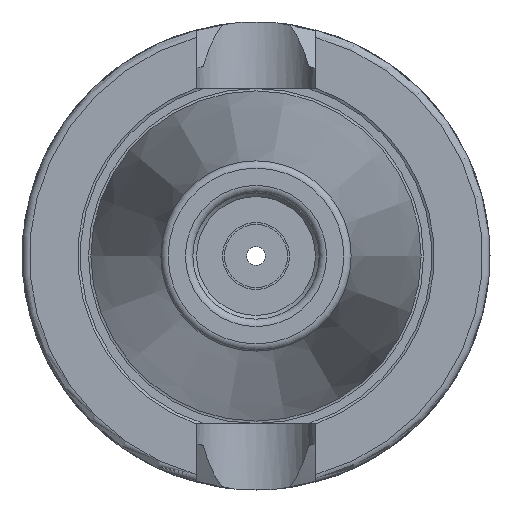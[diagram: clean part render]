
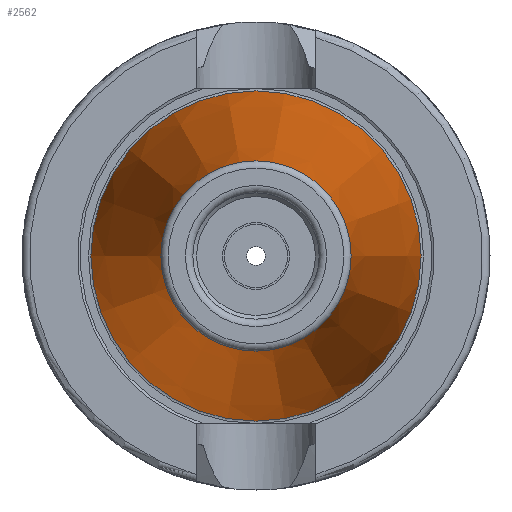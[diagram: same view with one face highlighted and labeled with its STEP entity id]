
A CAD part, left-side view. The second image highlights one B-rep face of the part: STEP entity #2562.
In plain terms, the highlighted conical face has half-angle 8.297 degrees and reference radius 17.519 mm.
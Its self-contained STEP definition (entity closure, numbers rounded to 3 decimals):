
#2528=CARTESIAN_POINT('',(-64.544,12.812,0.0));
#2529=VERTEX_POINT('',#2528);
#2530=CARTESIAN_POINT('',(-64.544,0.0,0.0));
#2531=DIRECTION('',(1.0,0.0,0.0));
#2532=DIRECTION('',(0.0,1.0,0.0));
#2533=AXIS2_PLACEMENT_3D('',#2530,#2531,#2532);
#2534=CIRCLE('',#2533,12.812);
#2535=EDGE_CURVE('',#2529,#2529,#2534,.T.);
#2543=CARTESIAN_POINT('',(-32.272,0.0,0.0));
#2544=DIRECTION('',(1.0,0.0,0.0));
#2545=DIRECTION('',(0.0,1.0,0.0));
#2546=AXIS2_PLACEMENT_3D('',#2543,#2544,#2545);
#2547=CONICAL_SURFACE('',#2546,17.519,8.297);
#2548=CARTESIAN_POINT('',(0.0,22.225,0.0));
#2549=VERTEX_POINT('',#2548);
#2550=CARTESIAN_POINT('',(0.0,0.0,0.0));
#2551=DIRECTION('',(1.0,0.0,0.0));
#2552=DIRECTION('',(0.0,1.0,0.0));
#2553=AXIS2_PLACEMENT_3D('',#2550,#2551,#2552);
#2554=CIRCLE('',#2553,22.225);
#2555=EDGE_CURVE('',#2549,#2549,#2554,.T.);
#2556=ORIENTED_EDGE('',*,*,#2555,.F.);
#2557=EDGE_LOOP('',(#2556));
#2558=FACE_OUTER_BOUND('',#2557,.T.);
#2559=ORIENTED_EDGE('',*,*,#2535,.T.);
#2560=EDGE_LOOP('',(#2559));
#2561=FACE_BOUND('',#2560,.T.);
#2562=ADVANCED_FACE('',(#2558,#2561),#2547,.T.);
